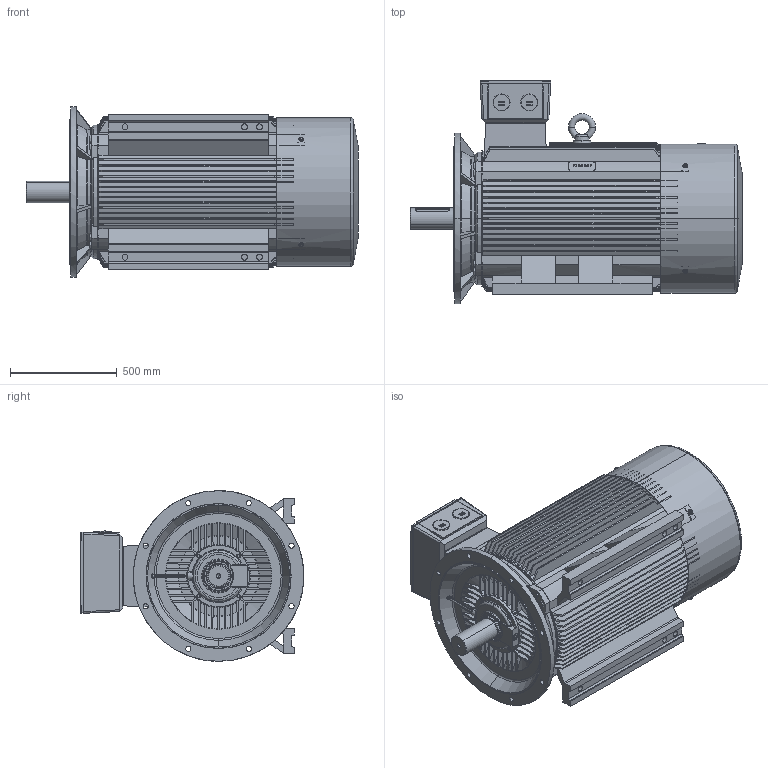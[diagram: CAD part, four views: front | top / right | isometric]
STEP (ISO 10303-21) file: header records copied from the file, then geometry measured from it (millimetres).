
FILE_DESCRIPTION (( 'STEP AP203' ), '1' );
FILE_NAME ('Y2-355-4 B35蚾饜极.STEP', '2013-11-05T06:48:52', ( '123' ), ( 'top' ), 'SwSTEP 2.0', 'SolidWorks 2008', '' );
FILE_SCHEMA (( 'CONFIG_CONTROL_DESIGN' ));
Length unit declared in the file: millimetre
Products named in the file (24): 355-4后端盖_默认; 355-4后轴承外盖_默认; 355接线盒盖_默认; 355接线盒座_默认; M63螺塞_默认; 扣塞_默认; M10-90_默认; 355接线盒座垫_默认; 355接线盒座垫、盖垫_默认; Y2-355-4 B35蚾饜极; 355机壳_默认; 355-4 B5法兰_默认; 355-4转轴_默认; 355-4轴承外盖_默认; 355-4油封_默认; 355-4风叶_默认; 355-4风罩_默认; 355铭牌_默认; 铜油嘴_默认; M12_默认; ｷ釁ﾖﾂﾝｶ､ｼﾓｵ貳ｬ_ﾄｬﾈﾏ; M36吊环_默认; 355-4油管_默认; M16_默认
Assembly tree (43 placements, depth 2):
  Y2-355-4 B35蚾饜极
    355-4 B5法兰_默认
    M10-90_默认  x4
    ｷ釁ﾖﾂﾝｶ､ｼﾓｵ貳ｬ_ﾄｬﾈﾏ  x4
    M12_默认  x4
    355-4油封_默认  x2
    M16_默认  x8
    355接线盒座垫、盖垫_默认
    355-4轴承外盖_默认
    355-4风罩_默认
    355-4后端盖_默认
    355-4后轴承外盖_默认
    355-4油管_默认  x2
    M63螺塞_默认  x2
    355接线盒座垫_默认
    355-4转轴_默认
    M36吊环_默认
    355铭牌_默认
    铜油嘴_默认  x2
    扣塞_默认
    355-4风叶_默认
    355机壳_默认
    355接线盒座_默认
    355接线盒盖_默认
Bounding box: 1556 x 1049 x 800 mm (x, y, z)
Volume: 130526349.8 mm3; surface area: 16910135.6 mm2
Topology: 47 solids, 47 shells, 6151 faces, 17199 edges, 11255 vertices
Faces by surface type: plane 4003, cylinder 918, torus 544, cone 347, bspline 321, sphere 18
Entity records: 206281 total; most frequent: CARTESIAN_POINT 61138, ORIENTED_EDGE 31140, DIRECTION 26627, EDGE_CURVE 15570, VERTEX_POINT 10197, VECTOR 10125, LINE 10125, AXIS2_PLACEMENT_3D 8251
